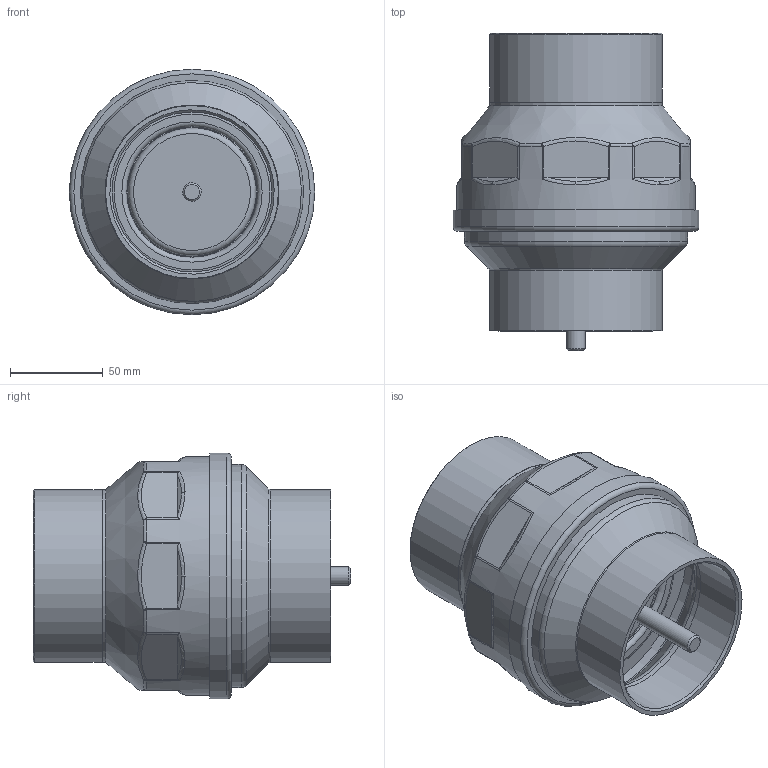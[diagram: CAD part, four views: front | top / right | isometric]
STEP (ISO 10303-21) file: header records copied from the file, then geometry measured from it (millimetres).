
FILE_DESCRIPTION(/* description */ ('Unknown','CAx-IF Rec.Pracs.---Representation and Presentation of Product Manufacturing Information (PMI)---4.0---2014-10-13','CAx-IF Rec.Pracs.---3D Tessellated Geometry---0.4---2014-09-14','2;1'),/* implementation_level */ '2;1');
FILE_NAME(/* name */ '9130-11',/* time_stamp */ '2023-10-24T09:50:52+02:00',/* author */ ('Unknown'),/* organization */ ('Unknown'),/* preprocessor_version */ 'ST-DEVELOPER v18.102',/* originating_system */ 'Solid Edge',/* authorisation */ 'Unknown');
FILE_SCHEMA (('AP242_MANAGED_MODEL_BASED_3D_ENGINEERING_MIM_LF { 1 0 10303 442 1 1 4 }'));
Length unit declared in the file: millimetre
Products named in the file (1): 9130-11
Bounding box: 132 x 170.66 x 132 mm (x, y, z)
Volume: 250851.2 mm3; surface area: 188623.9 mm2
Topology: 9 solids, 9 shells, 232 faces, 552 edges, 331 vertices
Faces by surface type: plane 68, bspline 57, cylinder 52, torus 35, cone 20
Full cylindrical faces by diameter (mm): 10 x2, 20 x1, 60.8 x1, 68.8 x1, 70.4 x1, 74.4 x1, 81.4 x1, 82.9 x1, 84.5 x1, 85.5 x2, 86 x1, 87 x1, 88 x2, 89 x1, 90 x1, 93 x3, 116 x1, 120 x1, 122 x1, 128 x2, 132 x1
Entity records: 9655 total; most frequent: CARTESIAN_POINT 4990, ORIENTED_EDGE 928, DIRECTION 846, EDGE_CURVE 464, AXIS2_PLACEMENT_3D 379, VERTEX_POINT 323, FACE_BOUND 317, EDGE_LOOP 316
